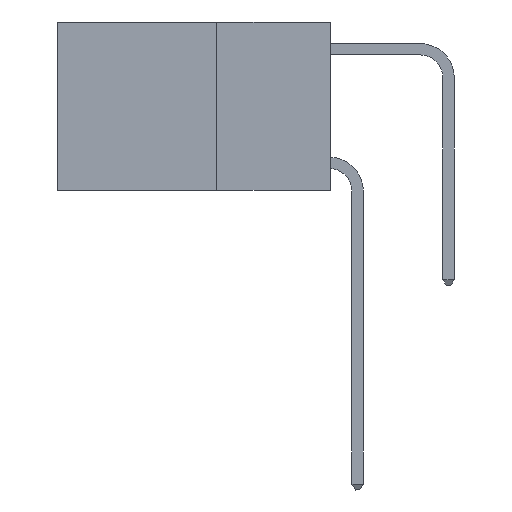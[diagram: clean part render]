
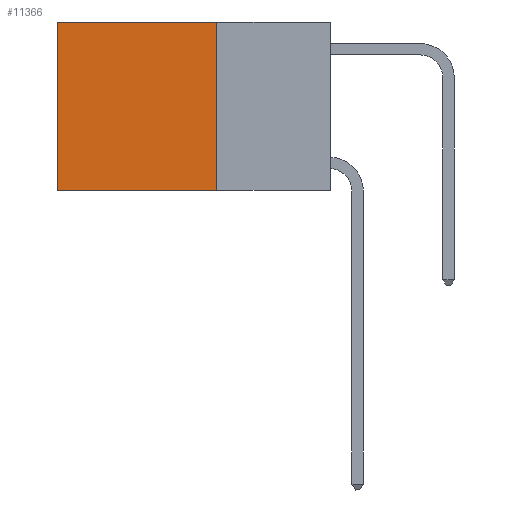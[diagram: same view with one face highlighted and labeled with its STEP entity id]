
A CAD part, left-side view. The second image highlights one B-rep face of the part: STEP entity #11366.
In plain terms, the highlighted planar face has unit normal (-1, 0, 0).
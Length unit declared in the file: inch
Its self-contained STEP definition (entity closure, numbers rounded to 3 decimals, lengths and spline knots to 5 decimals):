
#599 = VECTOR ( 'NONE', #7626, 39.37008 ) ;
#1154 = CARTESIAN_POINT ( 'NONE',  ( 0.2625, 0.25, -0.37 ) ) ;
#1580 = VECTOR ( 'NONE', #4996, 39.37008 ) ;
#1677 = EDGE_CURVE ( 'NONE', #3373, #7699, #14809, .T. ) ;
#1793 = CARTESIAN_POINT ( 'NONE',  ( 0.2625, 0.6, 0. ) ) ;
#1895 = VERTEX_POINT ( 'NONE', #9234 ) ;
#2090 = CARTESIAN_POINT ( 'NONE',  ( 0.2625, 0.25, -0.37 ) ) ;
#3373 = VERTEX_POINT ( 'NONE', #1154 ) ;
#4140 = ORIENTED_EDGE ( 'NONE', *, *, #1677, .F. ) ;
#4394 = LINE ( 'NONE', #12892, #4649 ) ;
#4649 = VECTOR ( 'NONE', #14216, 39.37008 ) ;
#4690 = EDGE_CURVE ( 'NONE', #1895, #7699, #8867, .T. ) ;
#4996 = DIRECTION ( 'NONE',  ( 0., 1., 0. ) ) ;
#5523 = CARTESIAN_POINT ( 'NONE',  ( 0.2625, 0.25, 0. ) ) ;
#5649 = VERTEX_POINT ( 'NONE', #5523 ) ;
#6453 = AXIS2_PLACEMENT_3D ( 'NONE', #17212, #12784, #17042 ) ;
#7165 = PLANE ( 'NONE',  #6453 ) ;
#7626 = DIRECTION ( 'NONE',  ( 0., 0., -1. ) ) ;
#7699 = VERTEX_POINT ( 'NONE', #16418 ) ;
#7851 = EDGE_LOOP ( 'NONE', ( #8854, #4140, #16439, #15786 ) ) ;
#8143 = EDGE_CURVE ( 'NONE', #5649, #3373, #17583, .T. ) ;
#8209 = DIRECTION ( 'NONE',  ( 0., 0., -1. ) ) ;
#8854 = ORIENTED_EDGE ( 'NONE', *, *, #4690, .T. ) ;
#8867 = LINE ( 'NONE', #1793, #14468 ) ;
#9234 = CARTESIAN_POINT ( 'NONE',  ( 0.2625, 0.6, 0. ) ) ;
#10878 = EDGE_CURVE ( 'NONE', #5649, #1895, #4394, .T. ) ;
#11366 = ADVANCED_FACE ( 'NONE', ( #14198 ), #7165, .F. ) ;
#12784 = DIRECTION ( 'NONE',  ( 1., 0., 0. ) ) ;
#12892 = CARTESIAN_POINT ( 'NONE',  ( 0.2625, 0.25, 0. ) ) ;
#14198 = FACE_OUTER_BOUND ( 'NONE', #7851, .T. ) ;
#14216 = DIRECTION ( 'NONE',  ( 0., 1., 0. ) ) ;
#14468 = VECTOR ( 'NONE', #8209, 39.37008 ) ;
#14809 = LINE ( 'NONE', #2090, #1580 ) ;
#15786 = ORIENTED_EDGE ( 'NONE', *, *, #10878, .T. ) ;
#16418 = CARTESIAN_POINT ( 'NONE',  ( 0.2625, 0.6, -0.37 ) ) ;
#16439 = ORIENTED_EDGE ( 'NONE', *, *, #8143, .F. ) ;
#17042 = DIRECTION ( 'NONE',  ( 0., 0., -1. ) ) ;
#17212 = CARTESIAN_POINT ( 'NONE',  ( 0.2625, 0.25, 0. ) ) ;
#17583 = LINE ( 'NONE', #17678, #599 ) ;
#17678 = CARTESIAN_POINT ( 'NONE',  ( 0.2625, 0.25, 0. ) ) ;
